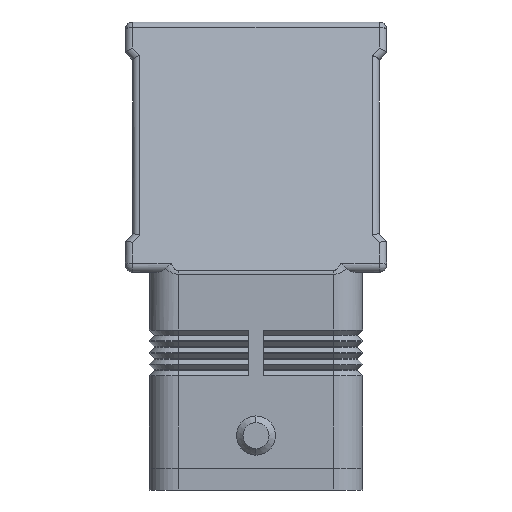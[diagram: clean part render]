
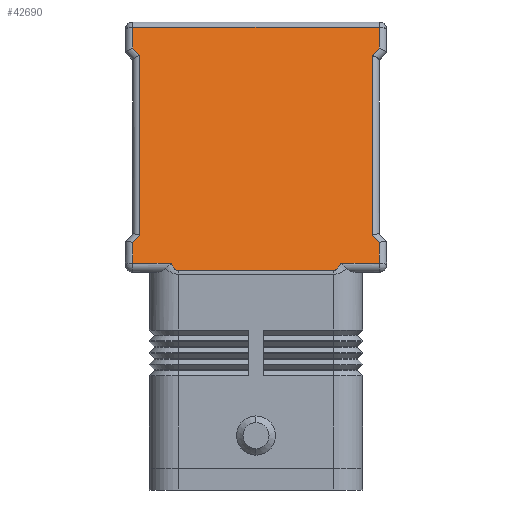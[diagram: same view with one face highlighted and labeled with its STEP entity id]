
A CAD part, left-side view. The second image highlights one B-rep face of the part: STEP entity #42690.
In plain terms, the highlighted planar face has unit normal (-0.968, 0, 0.252).
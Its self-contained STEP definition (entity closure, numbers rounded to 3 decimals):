
#2700=CARTESIAN_POINT('',(-31.173,-11.69,
31.252));
#2710=VERTEX_POINT('',#2700);
#2740=CARTESIAN_POINT('',(-31.173,-17.,31.252));
#2750=DIRECTION('',(0.,1.,0.));
#2760=VECTOR('',#2750,5.31);
#2770=LINE('',#2740,#2760);
#2780=CARTESIAN_POINT('',(-31.173,-17.,31.252));
#2790=VERTEX_POINT('',#2780);
#2800=EDGE_CURVE('',#2790,#2710,#2770,.T.);
#4830=CARTESIAN_POINT('',(-31.173,17.,31.252));
#4840=VERTEX_POINT('',#4830);
#4870=CARTESIAN_POINT('',(-31.173,11.69,
31.252));
#4880=DIRECTION('',(0.,1.,0.));
#4890=VECTOR('',#4880,5.31);
#4900=LINE('',#4870,#4890);
#4910=CARTESIAN_POINT('',(-31.173,11.69,
31.252));
#4920=VERTEX_POINT('',#4910);
#4930=EDGE_CURVE('',#4920,#4840,#4900,.T.);
#5270=CARTESIAN_POINT('',(-30.434,-17.,34.088));
#5280=DIRECTION('',(-0.252,0.,-0.968));
#5290=VECTOR('',#5280,2.931);
#5300=LINE('',#5270,#5290);
#5310=CARTESIAN_POINT('',(-30.434,-17.,34.088));
#5320=VERTEX_POINT('',#5310);
#5330=EDGE_CURVE('',#5320,#2790,#5300,.T.);
#7270=CARTESIAN_POINT('',(-23.435,-17.,60.917));
#7280=DIRECTION('',(-0.181,0.695,
-0.695));
#7290=VECTOR('',#7280,1.438);
#7300=LINE('',#7270,#7290);
#7310=CARTESIAN_POINT('',(-23.435,-17.,60.917));
#7320=VERTEX_POINT('',#7310);
#7330=CARTESIAN_POINT('',(-23.696,-16.,59.917));
#7340=VERTEX_POINT('',#7330);
#7350=EDGE_CURVE('',#7320,#7340,#7300,.T.);
#7870=CARTESIAN_POINT('',(-22.695,-17.,63.752));
#7880=DIRECTION('',(-0.252,0.,-0.968));
#7890=VECTOR('',#7880,2.931);
#7900=LINE('',#7870,#7890);
#7910=CARTESIAN_POINT('',(-22.695,-17.,63.752));
#7920=VERTEX_POINT('',#7910);
#7930=EDGE_CURVE('',#7920,#7320,#7900,.T.);
#9590=CARTESIAN_POINT('',(-23.435,17.,60.917));
#9600=DIRECTION('',(0.252,0.,0.968));
#9610=VECTOR('',#9600,2.931);
#9620=LINE('',#9590,#9610);
#9630=CARTESIAN_POINT('',(-23.435,17.,60.917));
#9640=VERTEX_POINT('',#9630);
#9650=CARTESIAN_POINT('',(-22.695,17.,63.752));
#9660=VERTEX_POINT('',#9650);
#9670=EDGE_CURVE('',#9640,#9660,#9620,.T.);
#10160=CARTESIAN_POINT('',(-22.695,17.,63.752));
#10170=DIRECTION('',(0.,-1.,0.));
#10180=VECTOR('',#10170,34.);
#10190=LINE('',#10160,#10180);
#10200=EDGE_CURVE('',#9660,#7920,#10190,.T.);
#11390=CARTESIAN_POINT('',(-23.696,16.,59.917));
#11400=DIRECTION('',(0.181,0.695,
0.695));
#11410=VECTOR('',#11400,1.438);
#11420=LINE('',#11390,#11410);
#11430=CARTESIAN_POINT('',(-23.696,16.,59.917));
#11440=VERTEX_POINT('',#11430);
#11450=EDGE_CURVE('',#11440,#9640,#11420,.T.);
#12800=CARTESIAN_POINT('',(-30.173,16.,35.088));
#12810=DIRECTION('',(0.252,0.,0.968));
#12820=VECTOR('',#12810,25.659);
#12830=LINE('',#12800,#12820);
#12840=CARTESIAN_POINT('',(-30.173,16.,35.088));
#12850=VERTEX_POINT('',#12840);
#12860=EDGE_CURVE('',#12850,#11440,#12830,.T.);
#13840=CARTESIAN_POINT('',(-23.696,-16.,59.917));
#13850=DIRECTION('',(-0.252,0.,-0.968));
#13860=VECTOR('',#13850,25.659);
#13870=LINE('',#13840,#13860);
#13880=CARTESIAN_POINT('',(-30.173,-16.,35.088));
#13890=VERTEX_POINT('',#13880);
#13900=EDGE_CURVE('',#7340,#13890,#13870,.T.);
#14250=CARTESIAN_POINT('',(-30.434,17.,34.088));
#14260=DIRECTION('',(0.181,-0.695,
0.695));
#14270=VECTOR('',#14260,1.438);
#14280=LINE('',#14250,#14270);
#14290=CARTESIAN_POINT('',(-30.434,17.,34.088));
#14300=VERTEX_POINT('',#14290);
#14310=EDGE_CURVE('',#14300,#12850,#14280,.T.);
#14890=CARTESIAN_POINT('',(-30.173,-16.,35.088));
#14900=DIRECTION('',(-0.181,-0.695,
-0.695));
#14910=VECTOR('',#14900,1.438);
#14920=LINE('',#14890,#14910);
#14930=EDGE_CURVE('',#13890,#5320,#14920,.T.);
#15110=CARTESIAN_POINT('',(-31.173,17.,31.252));
#15120=DIRECTION('',(0.252,0.,0.968));
#15130=VECTOR('',#15120,2.931);
#15140=LINE('',#15110,#15130);
#15150=EDGE_CURVE('',#4840,#14300,#15140,.T.);
#16420=CARTESIAN_POINT('',(-31.435,10.7,30.248));
#16430=VERTEX_POINT('',#16420);
#16460=CARTESIAN_POINT('',(-31.435,-10.7,30.248));
#16470=DIRECTION('',(0.,1.,0.));
#16480=VECTOR('',#16470,21.4);
#16490=LINE('',#16460,#16480);
#16500=CARTESIAN_POINT('',(-31.435,-10.7,30.248));
#16510=VERTEX_POINT('',#16500);
#16520=EDGE_CURVE('',#16510,#16430,#16490,.T.);
#40900=CARTESIAN_POINT('',(-29.435,-10.7,37.915));
#40910=DIRECTION('',(0.968,0.,-0.252));
#40920=DIRECTION('',(-0.252,0.,-0.968));
#40930=AXIS2_PLACEMENT_3D('',#40900,#40910,#40920);
#40940=ELLIPSE('',#40930,7.923,2.);
#40950=EDGE_CURVE('',#2710,#16510,#40940,.T.);
#42270=CARTESIAN_POINT('',(-29.435,10.7,37.915));
#42280=DIRECTION('',(0.968,0.,-0.252));
#42290=DIRECTION('',(-0.252,0.,-0.968));
#42300=AXIS2_PLACEMENT_3D('',#42270,#42280,#42290);
#42310=ELLIPSE('',#42300,7.923,2.);
#42320=EDGE_CURVE('',#16430,#4920,#42310,.T.);
#42460=CARTESIAN_POINT('',(-22.5,0.,64.5));
#42470=DIRECTION('',(-0.968,0.,0.252));
#42480=DIRECTION('',(0.252,0.,0.968));
#42490=AXIS2_PLACEMENT_3D('',#42460,#42470,#42480);
#42500=PLANE('',#42490);
#42510=ORIENTED_EDGE('',*,*,#15150,.F.);
#42520=ORIENTED_EDGE('',*,*,#14310,.F.);
#42530=ORIENTED_EDGE('',*,*,#12860,.F.);
#42540=ORIENTED_EDGE('',*,*,#11450,.F.);
#42550=ORIENTED_EDGE('',*,*,#9670,.F.);
#42560=ORIENTED_EDGE('',*,*,#10200,.F.);
#42570=ORIENTED_EDGE('',*,*,#7930,.F.);
#42580=ORIENTED_EDGE('',*,*,#7350,.F.);
#42590=ORIENTED_EDGE('',*,*,#13900,.F.);
#42600=ORIENTED_EDGE('',*,*,#14930,.F.);
#42610=ORIENTED_EDGE('',*,*,#5330,.F.);
#42620=ORIENTED_EDGE('',*,*,#2800,.F.);
#42630=ORIENTED_EDGE('',*,*,#40950,.F.);
#42640=ORIENTED_EDGE('',*,*,#16520,.F.);
#42650=ORIENTED_EDGE('',*,*,#42320,.F.);
#42660=ORIENTED_EDGE('',*,*,#4930,.F.);
#42670=EDGE_LOOP('',(#42660,#42650,#42640,#42630,#42620,#42610,#42600,
#42590,#42580,#42570,#42560,#42550,#42540,#42530,#42520,#42510));
#42680=FACE_OUTER_BOUND('',#42670,.T.);
#42690=ADVANCED_FACE('',(#42680),#42500,.T.);
